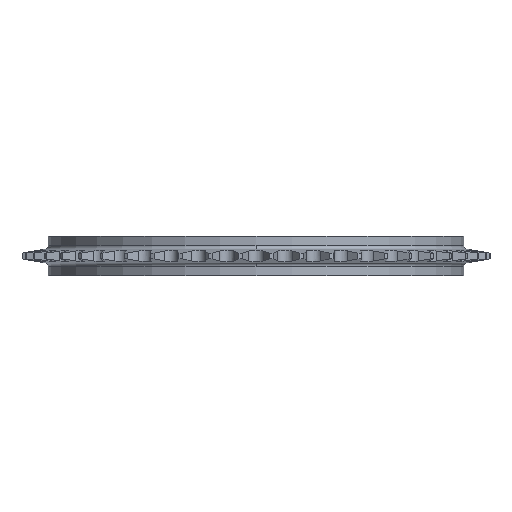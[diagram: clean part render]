
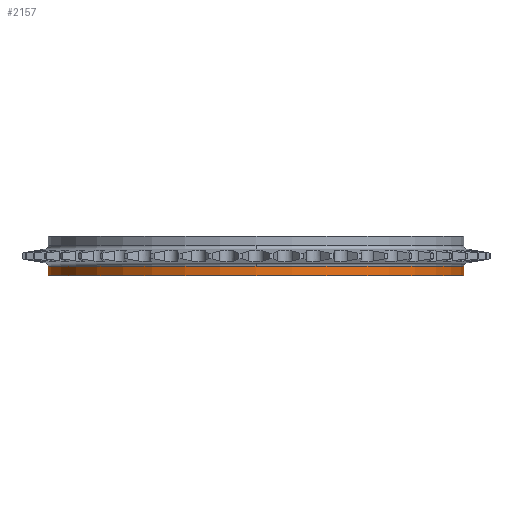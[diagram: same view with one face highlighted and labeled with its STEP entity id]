
A CAD part, front view. The second image highlights one B-rep face of the part: STEP entity #2157.
In plain terms, the highlighted cylindrical face has radius 66.944 mm (diameter 133.888 mm), a partial arc.
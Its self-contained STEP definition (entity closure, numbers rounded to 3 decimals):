
#900 = CARTESIAN_POINT ( 'NONE',  ( 66.944, 0., -6.35 ) ) ;
#1011 = CARTESIAN_POINT ( 'NONE',  ( -66.944, 0., -3.228 ) ) ;
#1654 = VERTEX_POINT ( 'NONE', #900 ) ;
#1994 = ORIENTED_EDGE ( 'NONE', *, *, #23709, .F. ) ;
#2157 = ADVANCED_FACE ( 'NONE', ( #26897 ), #6341, .T. ) ;
#2265 = DIRECTION ( 'NONE',  ( 1., 0., 0. ) ) ;
#2873 = CARTESIAN_POINT ( 'NONE',  ( 0., 0., -3.228 ) ) ;
#3244 = CIRCLE ( 'NONE', #5148, 66.944 ) ;
#3273 = VECTOR ( 'NONE', #13795, 1000. ) ;
#4300 = AXIS2_PLACEMENT_3D ( 'NONE', #2873, #23266, #16819 ) ;
#4315 = CIRCLE ( 'NONE', #4300, 66.944 ) ;
#4650 = VERTEX_POINT ( 'NONE', #1011 ) ;
#5131 = CARTESIAN_POINT ( 'NONE',  ( 0., 0., -3.228 ) ) ;
#5148 = AXIS2_PLACEMENT_3D ( 'NONE', #5131, #8223, #23584 ) ;
#5765 = VECTOR ( 'NONE', #19515, 1000. ) ;
#6341 = CYLINDRICAL_SURFACE ( 'NONE', #18519, 66.944 ) ;
#6361 = ORIENTED_EDGE ( 'NONE', *, *, #27745, .T. ) ;
#6685 = EDGE_LOOP ( 'NONE', ( #1994, #6361, #16385, #12370, #29458 ) ) ;
#6915 = CARTESIAN_POINT ( 'NONE',  ( 0., 0., -6.35 ) ) ;
#8223 = DIRECTION ( 'NONE',  ( 0., 0., -1. ) ) ;
#9707 = CARTESIAN_POINT ( 'NONE',  ( -66.944, 0., 6.35 ) ) ;
#9837 = VERTEX_POINT ( 'NONE', #17366 ) ;
#10155 = LINE ( 'NONE', #9707, #3273 ) ;
#10360 = EDGE_CURVE ( 'NONE', #28368, #1654, #11979, .T. ) ;
#10498 = EDGE_CURVE ( 'NONE', #11046, #4650, #4315, .T. ) ;
#11046 = VERTEX_POINT ( 'NONE', #24420 ) ;
#11979 = CIRCLE ( 'NONE', #14857, 66.944 ) ;
#12370 = ORIENTED_EDGE ( 'NONE', *, *, #20055, .T. ) ;
#13795 = DIRECTION ( 'NONE',  ( 0., 0., -1. ) ) ;
#14852 = CARTESIAN_POINT ( 'NONE',  ( 66.944, 0., 6.35 ) ) ;
#14857 = AXIS2_PLACEMENT_3D ( 'NONE', #6915, #20148, #2265 ) ;
#15533 = CARTESIAN_POINT ( 'NONE',  ( -66.944, 0., -6.35 ) ) ;
#16385 = ORIENTED_EDGE ( 'NONE', *, *, #10498, .T. ) ;
#16819 = DIRECTION ( 'NONE',  ( 0., -1., 0. ) ) ;
#17366 = CARTESIAN_POINT ( 'NONE',  ( 66.944, 0., -3.228 ) ) ;
#18519 = AXIS2_PLACEMENT_3D ( 'NONE', #24161, #28821, #19375 ) ;
#19375 = DIRECTION ( 'NONE',  ( -1., 0., 0. ) ) ;
#19515 = DIRECTION ( 'NONE',  ( 0., 0., -1. ) ) ;
#20055 = EDGE_CURVE ( 'NONE', #4650, #28368, #10155, .T. ) ;
#20148 = DIRECTION ( 'NONE',  ( 0., 0., 1. ) ) ;
#23266 = DIRECTION ( 'NONE',  ( 0., 0., -1. ) ) ;
#23584 = DIRECTION ( 'NONE',  ( 0., -1., 0. ) ) ;
#23709 = EDGE_CURVE ( 'NONE', #9837, #1654, #26533, .T. ) ;
#24161 = CARTESIAN_POINT ( 'NONE',  ( 0., 0., 6.35 ) ) ;
#24420 = CARTESIAN_POINT ( 'NONE',  ( 0., -66.944, -3.228 ) ) ;
#26533 = LINE ( 'NONE', #14852, #5765 ) ;
#26897 = FACE_OUTER_BOUND ( 'NONE', #6685, .T. ) ;
#27745 = EDGE_CURVE ( 'NONE', #9837, #11046, #3244, .T. ) ;
#28368 = VERTEX_POINT ( 'NONE', #15533 ) ;
#28821 = DIRECTION ( 'NONE',  ( 0., 0., -1. ) ) ;
#29458 = ORIENTED_EDGE ( 'NONE', *, *, #10360, .T. ) ;
